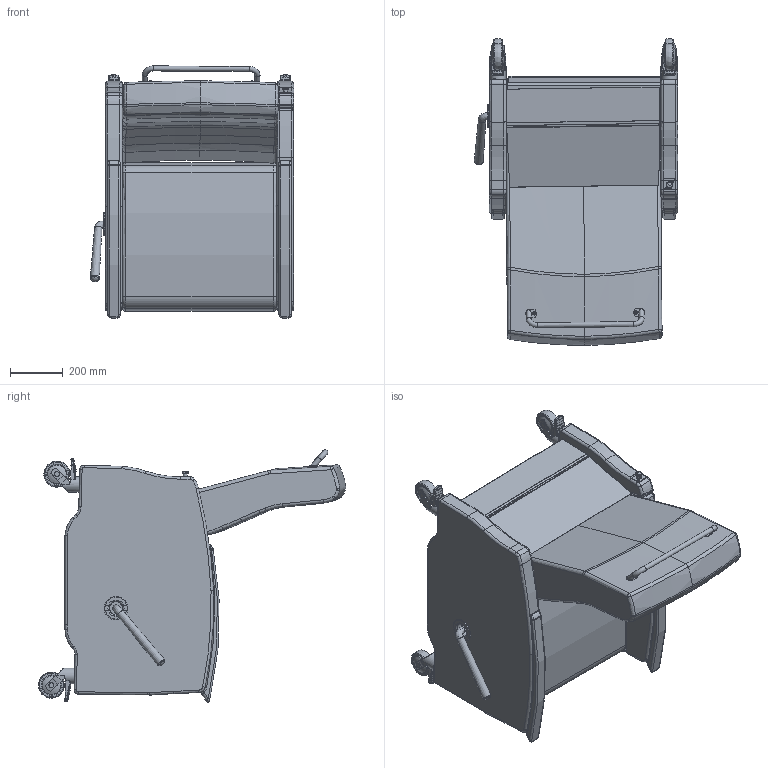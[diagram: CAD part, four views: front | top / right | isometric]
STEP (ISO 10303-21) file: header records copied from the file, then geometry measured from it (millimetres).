
FILE_DESCRIPTION(/* description */ (''),/* implementation_level */ '2;1');
FILE_NAME(/* name */ 'K0167U.stp',/* time_stamp */ '2017-09-14T09:44:37-04:00',/* author */ ('emehringer'),/* organization */ (''),/* preprocessor_version */ 'ST-DEVELOPER v16.5',/* originating_system */ 'Autodesk Inventor 2017',/* authorisation */ '');
FILE_SCHEMA (('AUTOMOTIVE_DESIGN { 1 0 10303 214 3 1 1 }'));
Length unit declared in the file: inch
Products named in the file (34): K0167 NEW; K0101 BACK FLAP; K0107-1 ACARM L; K0107 UBACK; K0107 BACK L; K0107 BACK R; K0107 USEAT; K0107 UKO; 1117 HANDLE; K0107 KP; PB3; PUSH BAR 17.625; PUSH BAR 17.625_1; PUSH BAR 17.625 right side; 1420X1.5 PSHPB; K0167-1 ACARM R; FD800-3; CASTER 4"SSL; STEM CASTER HOUSING - ROUGH; BRAKE PEDAL; WHEEL; STEM HUBCAP; EV7000 MAC BLK; BEZEL 3.5 BLK; HDL 3000 BLK; HDL 3000 BLKPLASTIC; HDL 3000 BLK METAL; Knob and spring; HINGE 22 NEW (closed); HINGE 22 NEW; HINGE 22 NEW PIN; PLT 1060 FDL; PLT 1060 LO M; PLT 1060 FDU
Assembly tree (40 placements, depth 4):
  K0167 NEW
    K0101 BACK FLAP
    K0107-1 ACARM L
    K0107 UBACK
      K0107 BACK L
      K0107 BACK R
    K0107 USEAT
    K0107 UKO
    1117 HANDLE
    K0107 KP
    PB3
      PUSH BAR 17.625
        PUSH BAR 17.625_1
        PUSH BAR 17.625 right side
      1420X1.5 PSHPB  x2
    K0167-1 ACARM R
    FD800-3
    CASTER 4"SSL  x4
      STEM CASTER HOUSING - ROUGH
      BRAKE PEDAL
      WHEEL
      STEM HUBCAP
    EV7000 MAC BLK  x2
    BEZEL 3.5 BLK
    HDL 3000 BLK
      HDL 3000 BLKPLASTIC
      HDL 3000 BLK METAL
    Knob and spring
    HINGE 22 NEW (closed)
      HINGE 22 NEW  x2
      HINGE 22 NEW PIN
    PLT 1060 FDL
    PLT 1060 LO M
    PLT 1060 FDU
Bounding box: 768.27 x 1160.81 x 952.3 mm (x, y, z)
Volume: 171909135.3 mm3; surface area: 6353977.6 mm2
Topology: 46 solids, 161 shells, 1880 faces, 4965 edges, 3257 vertices
Faces by surface type: plane 682, cylinder 630, bspline 250, torus 223, cone 55, sphere 40
Full cylindrical faces by diameter (mm): 2.794 x1, 5.953 x1, 6.35 x2, 7.747 x2, 7.938 x2, 8.458 x6, 12.497 x2, 14.287 x1, 16.51 x4, 18.414 x8, 19.05 x7, 19.075 x1, 22.9 x1, 27.254 x4, 50.533 x4, 53.975 x1, 56.845 x1, 58.737 x4, 71.438 x8, 73.85 x8, 88.9 x1
Entity records: 57112 total; most frequent: CARTESIAN_POINT 27349, DIRECTION 5962, ORIENTED_EDGE 5690, EDGE_CURVE 3111, AXIS2_PLACEMENT_3D 2330, VERTEX_POINT 2153, EDGE_LOOP 1342, LINE 1302
